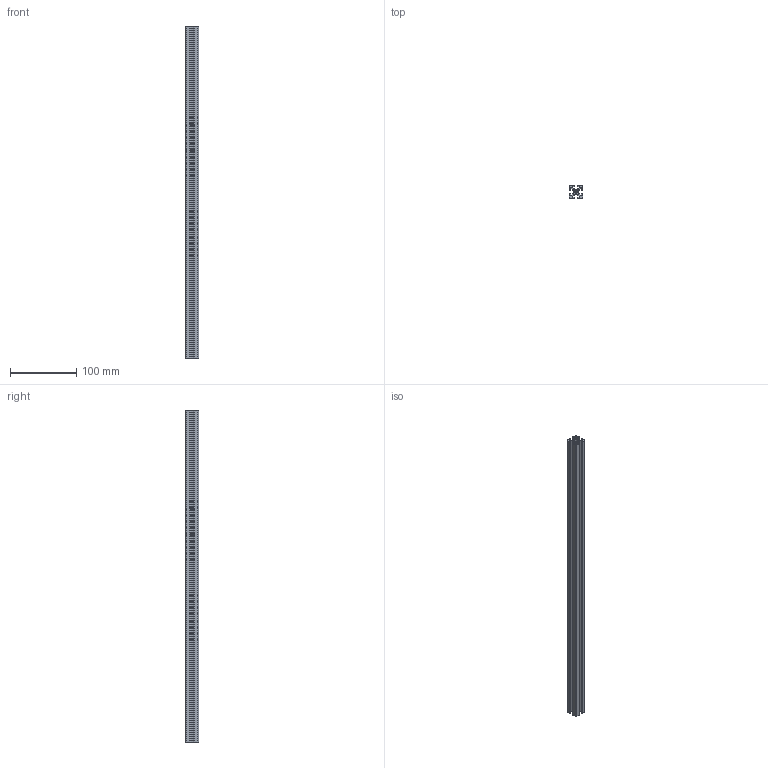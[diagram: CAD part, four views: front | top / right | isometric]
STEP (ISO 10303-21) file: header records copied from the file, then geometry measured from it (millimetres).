
FILE_DESCRIPTION (( 'STEP AP203' ), '1' );
FILE_NAME ('5 20X20.STEP', '2012-06-04T09:05:37', ( 'alle' ), ( 'Hewlett-Packard Company' ), 'SwSTEP 2.0', 'SolidWorks 2011', '' );
FILE_SCHEMA (( 'CONFIG_CONTROL_DESIGN' ));
Length unit declared in the file: millimetre
Products named in the file (1): M ATP I5 2020
Bounding box: 20 x 20 x 500 mm (x, y, z)
Volume: 90968.1 mm3; surface area: 84839.6 mm2
Topology: 1 solids, 1 shells, 78 faces, 228 edges, 152 vertices
Faces by surface type: cylinder 40, plane 38
Entity records: 2693 total; most frequent: DIRECTION 466, CARTESIAN_POINT 459, ORIENTED_EDGE 456, EDGE_CURVE 228, AXIS2_PLACEMENT_3D 159, VERTEX_POINT 152, VECTOR 148, LINE 148
